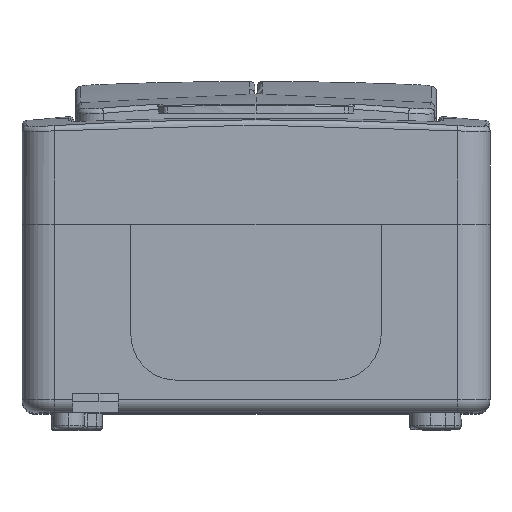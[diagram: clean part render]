
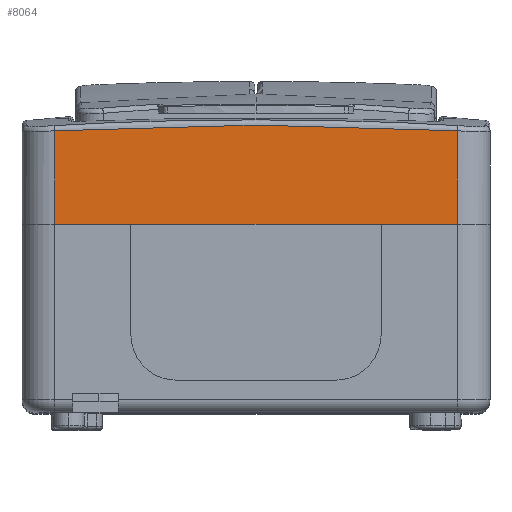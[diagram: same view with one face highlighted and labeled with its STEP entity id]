
A CAD part, top view. The second image highlights one B-rep face of the part: STEP entity #8064.
In plain terms, the highlighted planar face has unit normal (0, 0, 1).
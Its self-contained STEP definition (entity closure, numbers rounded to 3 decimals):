
#1025 = CARTESIAN_POINT ( 'NONE',  ( 19.25, 45.5, 36. ) ) ;
#1053 = CARTESIAN_POINT ( 'NONE',  ( -20.671, 43.908, 36. ) ) ;
#3035 = VERTEX_POINT ( 'NONE', #29591 ) ;
#3314 = B_SPLINE_CURVE_WITH_KNOTS ( 'NONE', 3,
 ( #21727, #24325, #11433, #29503, #14077, #32075, #16666, #1053, #19250, #3683 ),
 .UNSPECIFIED., .F., .F.,
 ( 4, 2, 2, 2, 4 ),
 ( 0., 0.016, 0.031, 0.047, 0.062 ),
 .UNSPECIFIED. ) ;
#3683 = CARTESIAN_POINT ( 'NONE',  ( -31., 43.366, 36. ) ) ;
#4589 = VECTOR ( 'NONE', #7173, 1000. ) ;
#4686 = ORIENTED_EDGE ( 'NONE', *, *, #24180, .T. ) ;
#6154 = DIRECTION ( 'NONE',  ( 1., 0., 0. ) ) ;
#6220 = ORIENTED_EDGE ( 'NONE', *, *, #25377, .F. ) ;
#6272 = DIRECTION ( 'NONE',  ( 0., 0., -1. ) ) ;
#7173 = DIRECTION ( 'NONE',  ( 0., -1., 0. ) ) ;
#7547 = CARTESIAN_POINT ( 'NONE',  ( 31., 45.5, 36. ) ) ;
#8043 = EDGE_CURVE ( 'NONE', #12795, #9660, #18894, .T. ) ;
#8064 = ADVANCED_FACE ( 'NONE', ( #32599 ), #11407, .F. ) ;
#9660 = VERTEX_POINT ( 'NONE', #28469 ) ;
#10622 = VECTOR ( 'NONE', #15432, 1000. ) ;
#11407 = PLANE ( 'NONE',  #19196 ) ;
#11433 = CARTESIAN_POINT ( 'NONE',  ( 20.672, 43.908, 36. ) ) ;
#12018 = VECTOR ( 'NONE', #6154, 1000. ) ;
#12795 = VERTEX_POINT ( 'NONE', #19269 ) ;
#14077 = CARTESIAN_POINT ( 'NONE',  ( 5.173, 44.244, 36. ) ) ;
#14805 = CARTESIAN_POINT ( 'NONE',  ( 31., 43.366, 36. ) ) ;
#15432 = DIRECTION ( 'NONE',  ( 0., -1., 0. ) ) ;
#16666 = CARTESIAN_POINT ( 'NONE',  ( -10.331, 44.184, 36. ) ) ;
#16791 = EDGE_CURVE ( 'NONE', #30611, #3035, #3314, .T. ) ;
#18894 = LINE ( 'NONE', #31934, #12018 ) ;
#19196 = AXIS2_PLACEMENT_3D ( 'NONE', #1025, #6272, #24409 ) ;
#19250 = CARTESIAN_POINT ( 'NONE',  ( -25.838, 43.69, 36. ) ) ;
#19269 = CARTESIAN_POINT ( 'NONE',  ( -31., 29., 36. ) ) ;
#19841 = ORIENTED_EDGE ( 'NONE', *, *, #16791, .T. ) ;
#21727 = CARTESIAN_POINT ( 'NONE',  ( 31., 43.366, 36. ) ) ;
#22699 = CARTESIAN_POINT ( 'NONE',  ( -31., 45.5, 36. ) ) ;
#24180 = EDGE_CURVE ( 'NONE', #3035, #12795, #25260, .T. ) ;
#24325 = CARTESIAN_POINT ( 'NONE',  ( 25.837, 43.69, 36. ) ) ;
#24409 = DIRECTION ( 'NONE',  ( -1., 0., 0. ) ) ;
#25201 = LINE ( 'NONE', #7547, #10622 ) ;
#25260 = LINE ( 'NONE', #22699, #4589 ) ;
#25377 = EDGE_CURVE ( 'NONE', #30611, #9660, #25201, .T. ) ;
#27902 = EDGE_LOOP ( 'NONE', ( #6220, #19841, #4686, #28643 ) ) ;
#28469 = CARTESIAN_POINT ( 'NONE',  ( 31., 29., 36. ) ) ;
#28643 = ORIENTED_EDGE ( 'NONE', *, *, #8043, .T. ) ;
#29503 = CARTESIAN_POINT ( 'NONE',  ( 10.34, 44.184, 36. ) ) ;
#29591 = CARTESIAN_POINT ( 'NONE',  ( -31., 43.366, 36. ) ) ;
#30611 = VERTEX_POINT ( 'NONE', #14805 ) ;
#31934 = CARTESIAN_POINT ( 'NONE',  ( 19.25, 29., 36. ) ) ;
#32075 = CARTESIAN_POINT ( 'NONE',  ( -5.163, 44.244, 36. ) ) ;
#32599 = FACE_OUTER_BOUND ( 'NONE', #27902, .T. ) ;
